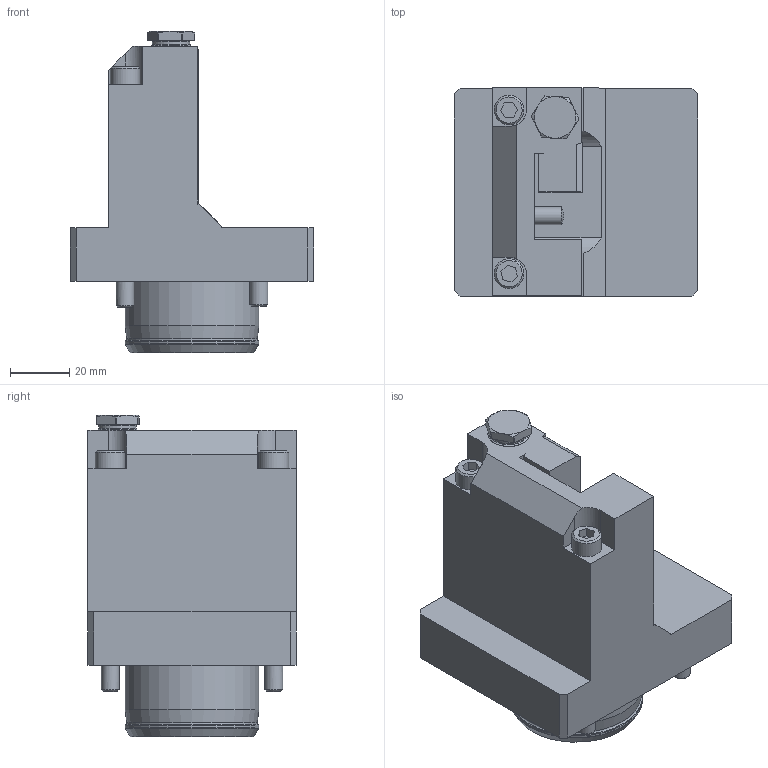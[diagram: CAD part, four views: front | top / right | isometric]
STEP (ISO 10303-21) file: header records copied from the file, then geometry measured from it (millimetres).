
FILE_DESCRIPTION(/* description */ (''),/* implementation_level */ '2;1');
FILE_NAME(/* name */ 'W7040024_stp.stp',/* time_stamp */ '2011-04-20T10:00:57+02:00',/* author */ (''),/* organization */ (''),/* preprocessor_version */ 'ST-DEVELOPER v11',/* originating_system */ 'UGS - NX 5.0',/* authorisation */ '');
FILE_SCHEMA (('AUTOMOTIVE_DESIGN { 1 0 10303 214 0 1 1 1 }'));
Length unit declared in the file: millimetre
Products named in the file (1): reic58CExs5h
Bounding box: 82 x 70 x 108.08 mm (x, y, z)
Volume: 248805.5 mm3; surface area: 37765 mm2
Topology: 1 solids, 1 shells, 108 faces, 269 edges, 174 vertices
Faces by surface type: plane 66, cylinder 21, cone 15, torus 5, sphere 1
Full cylindrical faces by diameter (mm): 6 x4, 10 x2, 12.6 x1, 14 x1, 45 x2
Entity records: 3048 total; most frequent: CARTESIAN_POINT 551, DIRECTION 510, ORIENTED_EDGE 476, EDGE_CURVE 238, AXIS2_PLACEMENT_3D 175, VERTEX_POINT 168, LINE 160, VECTOR 160
